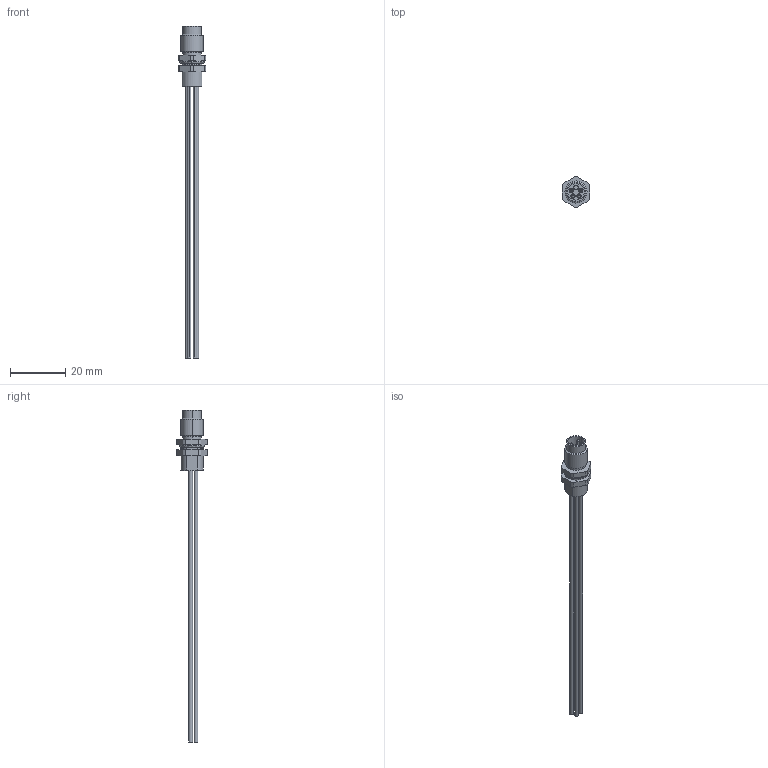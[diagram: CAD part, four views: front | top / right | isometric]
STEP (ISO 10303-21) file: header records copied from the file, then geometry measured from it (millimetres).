
FILE_DESCRIPTION (( 'STEP AP203' ), '1' );
FILE_NAME ('7000-08563-9690100.step', '2023-02-16T19:07:43', ( '' ), ( '' ), 'SwSTEP 2.0', 'SolidWorks 2021', '' );
FILE_SCHEMA (( 'CONFIG_CONTROL_DESIGN' ));
Length unit declared in the file: inch
Products named in the file (1): 7000-08563-9690100
Bounding box: 10 x 10.95 x 120 mm (x, y, z)
Volume: 1597.4 mm3; surface area: 3029.4 mm2
Topology: 7 solids, 7 shells, 112 faces, 252 edges, 160 vertices
Faces by surface type: cylinder 54, plane 38, sphere 8, cone 8, bspline 4
Entity records: 3203 total; most frequent: CARTESIAN_POINT 617, DIRECTION 578, ORIENTED_EDGE 472, AXIS2_PLACEMENT_3D 241, EDGE_CURVE 236, VERTEX_POINT 152, CIRCLE 132, EDGE_LOOP 130
